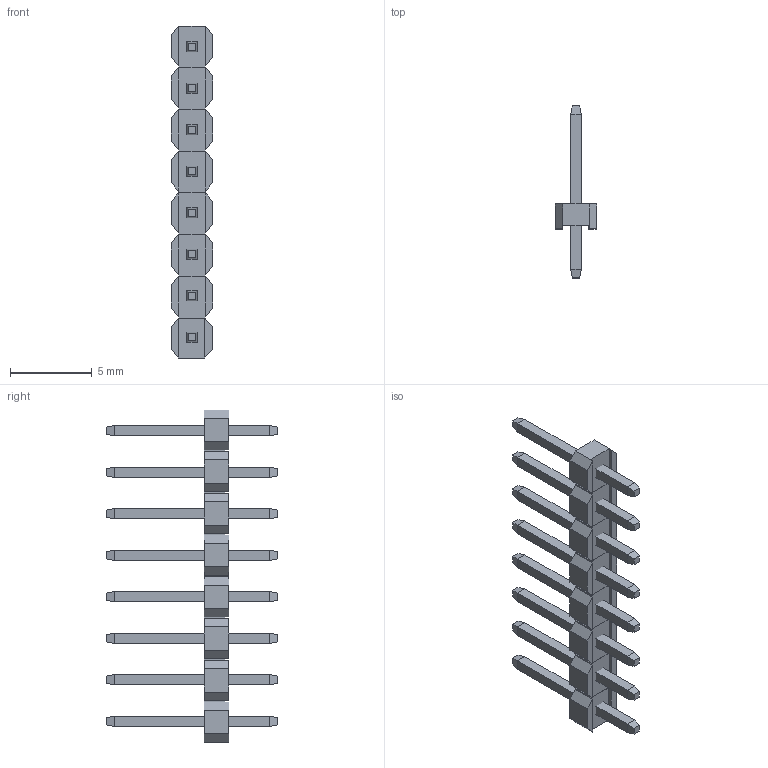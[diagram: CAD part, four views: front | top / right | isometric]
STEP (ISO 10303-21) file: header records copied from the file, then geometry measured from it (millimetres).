
FILE_DESCRIPTION (( 'STEP AP203' ), '1' );
FILE_NAME ('BG031-08-X-0600-0300-X-X_revB1.STEP', '2015-04-28T14:04:57', ( '' ), ( '' ), 'SwSTEP 2.0', 'SolidWorks 2010', '' );
FILE_SCHEMA (( 'CONFIG_CONTROL_DESIGN' ));
Length unit declared in the file: millimetre
Products named in the file (4): BG031-INS-A; BG031-08-X-0600-0300-X-X_revB1; BG031-INS-B; BG031-PIN-10.50
Assembly tree (16 placements, depth 2):
  BG031-08-X-0600-0300-X-X_revB1
    BG031-INS-B  x7
    BG031-INS-A
    BG031-PIN-10.50  x8
Bounding box: 2.54 x 10.5 x 20.32 mm (x, y, z)
Volume: 97.6 mm3; surface area: 420.3 mm2
Topology: 16 solids, 16 shells, 238 faces, 522 edges, 316 vertices
Faces by surface type: plane 238
Entity records: 2004 total; most frequent: DIRECTION 224, CARTESIAN_POINT 221, ORIENTED_EDGE 196, LINE 98, VECTOR 98, EDGE_CURVE 98, AXIS2_PLACEMENT_3D 63, VERTEX_POINT 60
